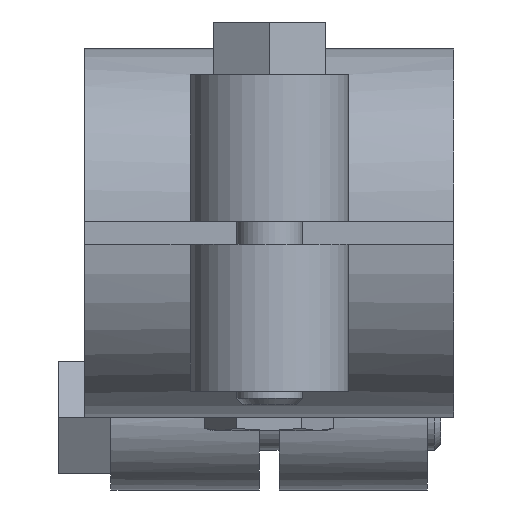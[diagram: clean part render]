
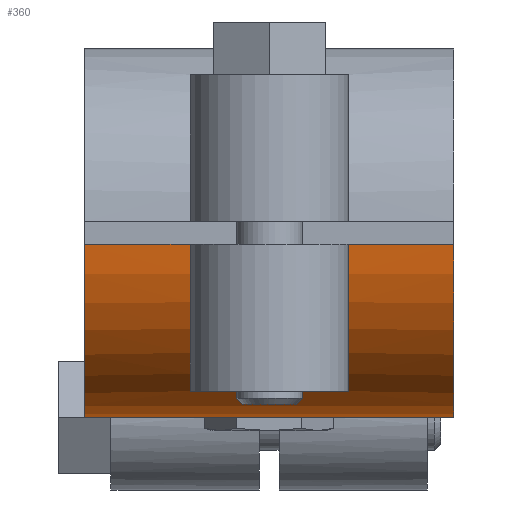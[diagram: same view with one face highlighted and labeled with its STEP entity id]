
A CAD part, left-side view. The second image highlights one B-rep face of the part: STEP entity #360.
In plain terms, the highlighted cylindrical face has radius 28 mm (diameter 56 mm), a partial arc.
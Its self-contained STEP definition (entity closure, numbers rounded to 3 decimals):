
#360 = ADVANCED_FACE( '', ( #812 ), #813, .T. );
#812 = FACE_OUTER_BOUND( '', #1417, .T. );
#813 = CYLINDRICAL_SURFACE( '', #1418, 28. );
#1417 = EDGE_LOOP( '', ( #2142, #2143, #2144, #2145, #2146, #2147, #2148, #2149, #2150, #2151, #2152, #2153 ) );
#1418 = AXIS2_PLACEMENT_3D( '', #2154, #2155, #2156 );
#2142 = ORIENTED_EDGE( '', *, *, #3635, .F. );
#2143 = ORIENTED_EDGE( '', *, *, #3636, .F. );
#2144 = ORIENTED_EDGE( '', *, *, #3637, .T. );
#2145 = ORIENTED_EDGE( '', *, *, #3638, .T. );
#2146 = ORIENTED_EDGE( '', *, *, #3639, .F. );
#2147 = ORIENTED_EDGE( '', *, *, #3640, .T. );
#2148 = ORIENTED_EDGE( '', *, *, #3641, .F. );
#2149 = ORIENTED_EDGE( '', *, *, #3642, .F. );
#2150 = ORIENTED_EDGE( '', *, *, #3643, .F. );
#2151 = ORIENTED_EDGE( '', *, *, #3644, .F. );
#2152 = ORIENTED_EDGE( '', *, *, #3645, .F. );
#2153 = ORIENTED_EDGE( '', *, *, #3646, .F. );
#2154 = CARTESIAN_POINT( '', ( 0., 56., 0. ) );
#2155 = DIRECTION( '', ( 0., 1., 0. ) );
#2156 = DIRECTION( '', ( 0., 0., -1. ) );
#3635 = EDGE_CURVE( '', #4339, #4340, #4341, .F. );
#3636 = EDGE_CURVE( '', #4342, #4339, #4343, .T. );
#3637 = EDGE_CURVE( '', #4342, #4344, #4345, .T. );
#3638 = EDGE_CURVE( '', #4344, #4346, #4347, .T. );
#3639 = EDGE_CURVE( '', #4348, #4346, #4349, .F. );
#3640 = EDGE_CURVE( '', #4348, #4350, #4351, .T. );
#3641 = EDGE_CURVE( '', #4352, #4350, #4353, .T. );
#3642 = EDGE_CURVE( '', #4354, #4352, #4355, .T. );
#3643 = EDGE_CURVE( '', #4356, #4354, #4357, .T. );
#3644 = EDGE_CURVE( '', #4358, #4356, #4359, .T. );
#3645 = EDGE_CURVE( '', #4360, #4358, #4361, .T. );
#3646 = EDGE_CURVE( '', #4340, #4360, #4362, .T. );
#4339 = VERTEX_POINT( '', #5378 );
#4340 = VERTEX_POINT( '', #5379 );
#4341 = LINE( '', #5380, #5381 );
#4342 = VERTEX_POINT( '', #5382 );
#4343 = CIRCLE( '', #5383, 28. );
#4344 = VERTEX_POINT( '', #5384 );
#4345 = LINE( '', #5385, #5386 );
#4346 = VERTEX_POINT( '', #5387 );
#4347 = CIRCLE( '', #5388, 28. );
#4348 = VERTEX_POINT( '', #5389 );
#4349 = LINE( '', #5390, #5391 );
#4350 = VERTEX_POINT( '', #5392 );
#4351 = CIRCLE( '', #5393, 28. );
#4352 = VERTEX_POINT( '', #5394 );
#4353 = LINE( '', #5395, #5396 );
#4354 = VERTEX_POINT( '', #5397 );
#4355 = CIRCLE( '', #5398, 28. );
#4356 = VERTEX_POINT( '', #5399 );
#4357 = LINE( '', #5400, #5401 );
#4358 = VERTEX_POINT( '', #5402 );
#4359 = CIRCLE( '', #5403, 28. );
#4360 = VERTEX_POINT( '', #5404 );
#4361 = LINE( '', #5405, #5406 );
#4362 = CIRCLE( '', #5407, 28. );
#5378 = CARTESIAN_POINT( '', ( 3.801, 51., -27.741 ) );
#5379 = CARTESIAN_POINT( '', ( 3.801, 56., -27.741 ) );
#5380 = CARTESIAN_POINT( '', ( 3.801, 56., -27.741 ) );
#5381 = VECTOR( '', #6544, 1000. );
#5382 = CARTESIAN_POINT( '', ( 27.55, 51., -5. ) );
#5383 = AXIS2_PLACEMENT_3D( '', #6545, #6546, #6547 );
#5384 = CARTESIAN_POINT( '', ( 27.55, 5., -5. ) );
#5385 = CARTESIAN_POINT( '', ( 27.55, 51., -5. ) );
#5386 = VECTOR( '', #6548, 1000. );
#5387 = CARTESIAN_POINT( '', ( 3.801, 5., -27.741 ) );
#5388 = AXIS2_PLACEMENT_3D( '', #6549, #6550, #6551 );
#5389 = CARTESIAN_POINT( '', ( 3.801, 0., -27.741 ) );
#5390 = CARTESIAN_POINT( '', ( 3.801, 56., -27.741 ) );
#5391 = VECTOR( '', #6552, 1000. );
#5392 = CARTESIAN_POINT( '', ( -27.945, 0., -1.75 ) );
#5393 = AXIS2_PLACEMENT_3D( '', #6553, #6554, #6555 );
#5394 = CARTESIAN_POINT( '', ( -27.945, 16., -1.75 ) );
#5395 = CARTESIAN_POINT( '', ( -27.945, 56., -1.75 ) );
#5396 = VECTOR( '', #6556, 1000. );
#5397 = CARTESIAN_POINT( '', ( -14.422, 16., -24. ) );
#5398 = AXIS2_PLACEMENT_3D( '', #6557, #6558, #6559 );
#5399 = CARTESIAN_POINT( '', ( -14.422, 40., -24. ) );
#5400 = CARTESIAN_POINT( '', ( -14.422, 56., -24. ) );
#5401 = VECTOR( '', #6560, 1000. );
#5402 = CARTESIAN_POINT( '', ( -27.945, 40., -1.75 ) );
#5403 = AXIS2_PLACEMENT_3D( '', #6561, #6562, #6563 );
#5404 = CARTESIAN_POINT( '', ( -27.945, 56., -1.75 ) );
#5405 = CARTESIAN_POINT( '', ( -27.945, 56., -1.75 ) );
#5406 = VECTOR( '', #6564, 1000. );
#5407 = AXIS2_PLACEMENT_3D( '', #6565, #6566, #6567 );
#6544 = DIRECTION( '', ( 0., -1., 0. ) );
#6545 = CARTESIAN_POINT( '', ( 0., 51., 0. ) );
#6546 = DIRECTION( '', ( 0., 1., 0. ) );
#6547 = DIRECTION( '', ( 1., 0., 0. ) );
#6548 = DIRECTION( '', ( 0., -1., 0. ) );
#6549 = CARTESIAN_POINT( '', ( 0., 5., 0. ) );
#6550 = DIRECTION( '', ( 0., 1., 0. ) );
#6551 = DIRECTION( '', ( 1., 0., 0. ) );
#6552 = DIRECTION( '', ( 0., -1., 0. ) );
#6553 = CARTESIAN_POINT( '', ( 0., 0., 0. ) );
#6554 = DIRECTION( '', ( 0., 1., 0. ) );
#6555 = DIRECTION( '', ( 1., 0., 0. ) );
#6556 = DIRECTION( '', ( 0., -1., 0. ) );
#6557 = CARTESIAN_POINT( '', ( 0., 16., 0. ) );
#6558 = DIRECTION( '', ( 0., 1., 0. ) );
#6559 = DIRECTION( '', ( 0., 0., 1. ) );
#6560 = DIRECTION( '', ( 0., -1., 0. ) );
#6561 = CARTESIAN_POINT( '', ( 0., 40., 0. ) );
#6562 = DIRECTION( '', ( 0., -1., 0. ) );
#6563 = DIRECTION( '', ( 0., 0., -1. ) );
#6564 = DIRECTION( '', ( 0., -1., 0. ) );
#6565 = CARTESIAN_POINT( '', ( 0., 56., 0. ) );
#6566 = DIRECTION( '', ( 0., 1., 0. ) );
#6567 = DIRECTION( '', ( 1., 0., 0. ) );
